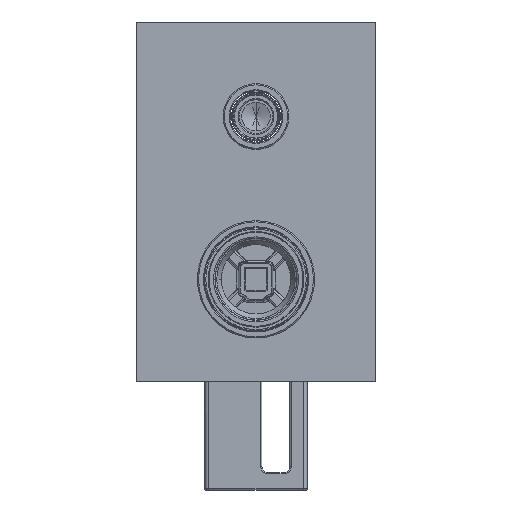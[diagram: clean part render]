
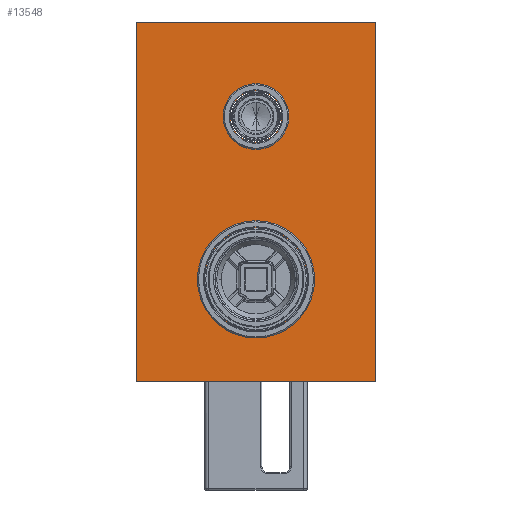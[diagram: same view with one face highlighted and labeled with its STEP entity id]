
A CAD part, front view. The second image highlights one B-rep face of the part: STEP entity #13548.
In plain terms, the highlighted face is planar.
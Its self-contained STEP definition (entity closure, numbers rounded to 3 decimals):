
#13385=CARTESIAN_POINT('',(0.,0.,0.));
#13386=DIRECTION('',(0.,0.,-1.));
#13387=DIRECTION('',(1.,0.,0.));
#13388=AXIS2_PLACEMENT_3D('',#13385,#13386,#13387);
#13390=CARTESIAN_POINT('',(0.,0.,0.));
#13391=DIRECTION('',(0.,0.,-1.));
#13392=DIRECTION('',(-1.,0.,0.));
#13393=AXIS2_PLACEMENT_3D('',#13390,#13391,#13392);
#13395=CARTESIAN_POINT('',(0.,68.,0.));
#13396=DIRECTION('',(0.,0.,-1.));
#13397=DIRECTION('',(1.,0.,0.));
#13398=AXIS2_PLACEMENT_3D('',#13395,#13396,#13397);
#13400=CARTESIAN_POINT('',(0.,68.,0.));
#13401=DIRECTION('',(0.,0.,-1.));
#13402=DIRECTION('',(-1.,0.,0.));
#13403=AXIS2_PLACEMENT_3D('',#13400,#13401,#13402);
#13405=DIRECTION('',(0.,-1.,0.));
#13406=VECTOR('',#13405,150.);
#13407=CARTESIAN_POINT('',(-50.,107.5,0.));
#13408=LINE('',#13407,#13406);
#13409=DIRECTION('',(1.,0.,0.));
#13410=VECTOR('',#13409,100.);
#13411=CARTESIAN_POINT('',(-50.,-42.5,0.));
#13412=LINE('',#13411,#13410);
#13413=DIRECTION('',(0.,1.,0.));
#13414=VECTOR('',#13413,150.);
#13415=CARTESIAN_POINT('',(50.,-42.5,0.));
#13416=LINE('',#13415,#13414);
#13417=DIRECTION('',(-1.,0.,0.));
#13418=VECTOR('',#13417,100.);
#13419=CARTESIAN_POINT('',(50.,107.5,0.));
#13420=LINE('',#13419,#13418);
#13489=CARTESIAN_POINT('',(21.5,0.,0.));
#13490=CARTESIAN_POINT('',(-21.5,0.,0.));
#13491=VERTEX_POINT('',#13489);
#13492=VERTEX_POINT('',#13490);
#13493=CARTESIAN_POINT('',(10.75,68.,0.));
#13494=CARTESIAN_POINT('',(-10.75,68.,0.));
#13495=VERTEX_POINT('',#13493);
#13496=VERTEX_POINT('',#13494);
#13497=CARTESIAN_POINT('',(-50.,107.5,0.));
#13498=CARTESIAN_POINT('',(-50.,-42.5,0.));
#13499=VERTEX_POINT('',#13497);
#13500=VERTEX_POINT('',#13498);
#13501=CARTESIAN_POINT('',(50.,-42.5,0.));
#13502=VERTEX_POINT('',#13501);
#13503=CARTESIAN_POINT('',(50.,107.5,0.));
#13504=VERTEX_POINT('',#13503);
#13521=CARTESIAN_POINT('',(0.,0.,0.));
#13522=DIRECTION('',(0.,0.,1.));
#13523=DIRECTION('',(1.,0.,0.));
#13524=AXIS2_PLACEMENT_3D('',#13521,#13522,#13523);
#13525=PLANE('',#13524);
#13527=ORIENTED_EDGE('',*,*,#13526,.T.);
#13529=ORIENTED_EDGE('',*,*,#13528,.T.);
#13531=ORIENTED_EDGE('',*,*,#13530,.T.);
#13533=ORIENTED_EDGE('',*,*,#13532,.T.);
#13534=EDGE_LOOP('',(#13527,#13529,#13531,#13533));
#13535=FACE_OUTER_BOUND('',#13534,.F.);
#13537=ORIENTED_EDGE('',*,*,#13536,.T.);
#13539=ORIENTED_EDGE('',*,*,#13538,.T.);
#13540=EDGE_LOOP('',(#13537,#13539));
#13541=FACE_BOUND('',#13540,.F.);
#13543=ORIENTED_EDGE('',*,*,#13542,.T.);
#13545=ORIENTED_EDGE('',*,*,#13544,.T.);
#13546=EDGE_LOOP('',(#13543,#13545));
#13547=FACE_BOUND('',#13546,.F.);
#13548=ADVANCED_FACE('',(#13535,#13541,#13547),#13525,.F.);
#13389=CIRCLE('',#13388,21.5);
#13394=CIRCLE('',#13393,21.5);
#13399=CIRCLE('',#13398,10.75);
#13404=CIRCLE('',#13403,10.75);
#13526=EDGE_CURVE('',#13499,#13500,#13408,.T.);
#13528=EDGE_CURVE('',#13500,#13502,#13412,.T.);
#13530=EDGE_CURVE('',#13502,#13504,#13416,.T.);
#13532=EDGE_CURVE('',#13504,#13499,#13420,.T.);
#13536=EDGE_CURVE('',#13495,#13496,#13399,.T.);
#13538=EDGE_CURVE('',#13496,#13495,#13404,.T.);
#13542=EDGE_CURVE('',#13491,#13492,#13389,.T.);
#13544=EDGE_CURVE('',#13492,#13491,#13394,.T.);
